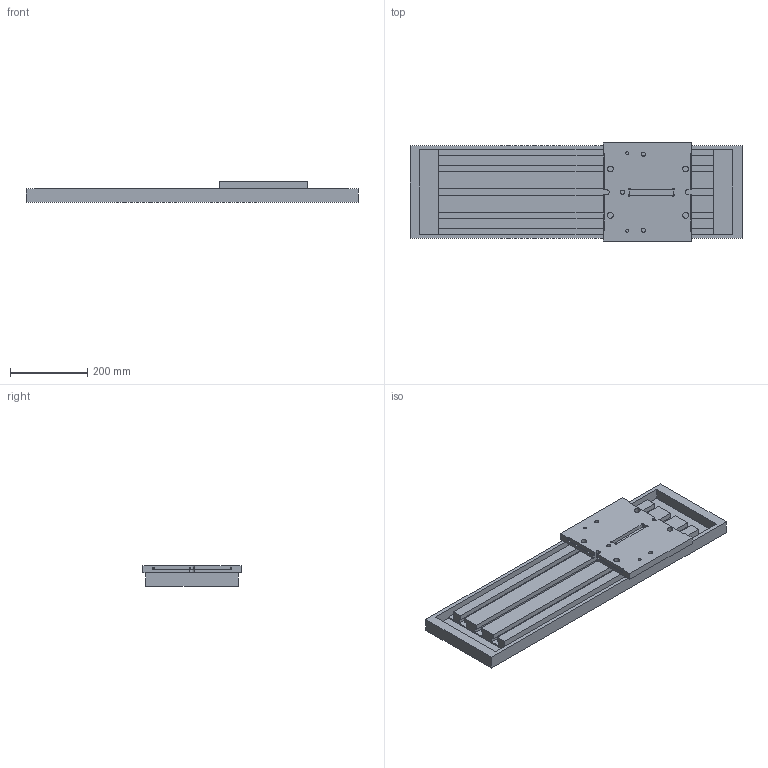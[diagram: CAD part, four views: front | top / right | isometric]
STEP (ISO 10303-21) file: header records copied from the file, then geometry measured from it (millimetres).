
FILE_DESCRIPTION(/* description */ (''),/* implementation_level */ '2;1');
FILE_NAME(/* name */ '4thBasePlate.step',/* time_stamp */ '2020-05-22T09:26:14-07:00',/* author */ (''),/* organization */ (''),/* preprocessor_version */ 'ST-DEVELOPER v18.1',/* originating_system */ 'Autodesk Translation Framework v9.3.0.1241',/* authorisation */ '');
FILE_SCHEMA (('AUTOMOTIVE_DESIGN { 1 0 10303 214 3 1 1 }'));
Length unit declared in the file: inch
Products named in the file (2): 4thScanplate02c; Tormach1100Bed
Assembly tree (1 placements, depth 2):
  4thScanplate02c
    Tormach1100Bed
Bounding box: 860 x 254 x 53.09 mm (x, y, z)
Volume: 5882837.3 mm3; surface area: 874191 mm2
Topology: 2 solids, 2 shells, 101 faces, 296 edges, 201 vertices
Faces by surface type: plane 68, bspline 17, cylinder 16
Full cylindrical faces by diameter (mm): 7.925 x1, 7.937 x1, 10.719 x3, 15.24 x4
Entity records: 5944 total; most frequent: CARTESIAN_POINT 3226, ORIENTED_EDGE 592, DIRECTION 483, EDGE_CURVE 296, LINE 219, VECTOR 219, VERTEX_POINT 201, AXIS2_PLACEMENT_3D 132
